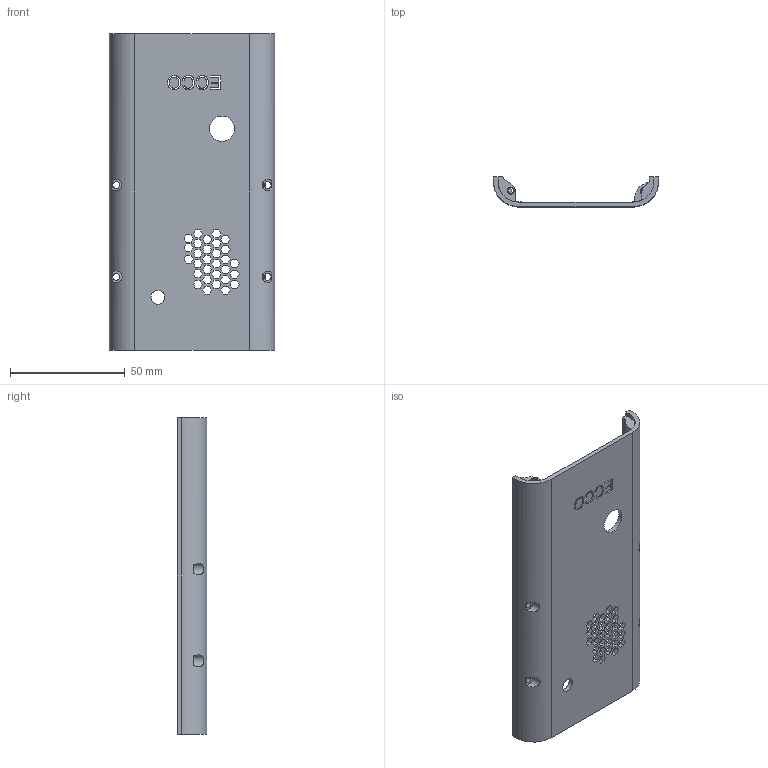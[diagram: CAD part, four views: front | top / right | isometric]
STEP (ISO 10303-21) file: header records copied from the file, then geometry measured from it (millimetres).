
FILE_DESCRIPTION(/* description */ (''),/* implementation_level */ '2;1');
FILE_NAME(/* name */ 'Tapa AB 12.step',/* time_stamp */ '2023-11-16T07:27:03-05:00',/* author */ (''),/* organization */ (''),/* preprocessor_version */ 'ST-DEVELOPER v20',/* originating_system */ 'Autodesk Translation Framework v12.14.0.127',/* authorisation */ '');
FILE_SCHEMA (('AUTOMOTIVE_DESIGN { 1 0 10303 214 3 1 1 }'));
Length unit declared in the file: millimetre
Products named in the file (1): Tapa AB
Bounding box: 72 x 13 x 138 mm (x, y, z)
Volume: 31500.3 mm3; surface area: 25516.6 mm2
Topology: 4 solids, 4 shells, 433 faces, 1268 edges, 842 vertices
Faces by surface type: plane 231, cylinder 126, bspline 76
Full cylindrical faces by diameter (mm): 2.529 x19, 3 x3, 3.086 x10, 6 x1, 11 x1
Entity records: 21245 total; most frequent: CARTESIAN_POINT 10379, ORIENTED_EDGE 2536, DIRECTION 1718, EDGE_CURVE 1268, LINE 848, VECTOR 848, VERTEX_POINT 842, EDGE_LOOP 516
